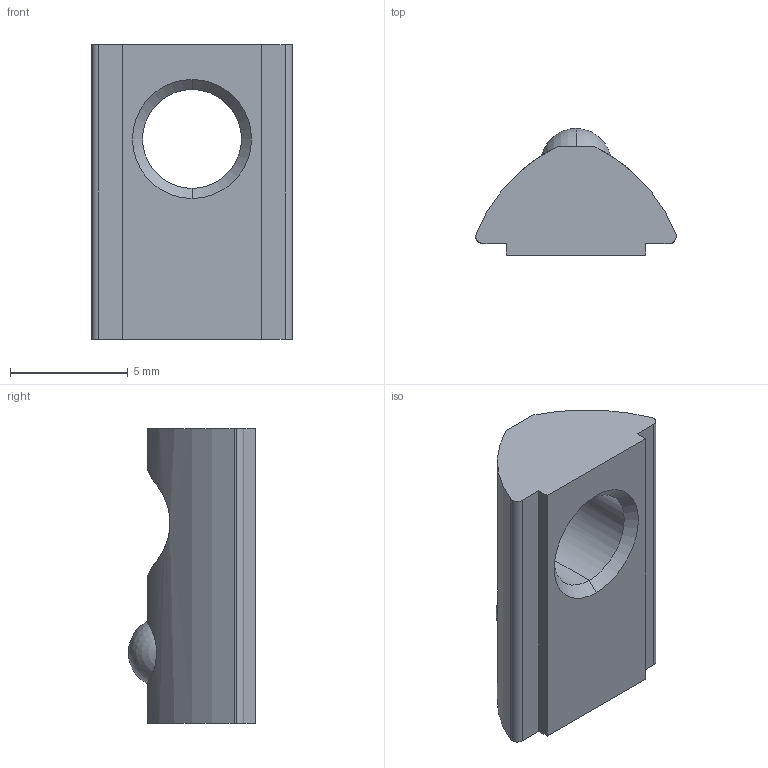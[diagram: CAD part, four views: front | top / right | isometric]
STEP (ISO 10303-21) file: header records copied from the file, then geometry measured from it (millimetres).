
FILE_DESCRIPTION (( 'STEP AP203' ), '1' );
FILE_NAME ('AL-2A49.A01A.01 Ñóõàðü ïàçîâûé ñ ôèêñàòîðîì ïàç 6, 12.5 ìì, Ì3.STEP', '2023-12-27T11:09:09', ( '' ), ( '' ), 'SwSTEP 2.0', 'SolidWorks 2021', '' );
FILE_SCHEMA (( 'CONFIG_CONTROL_DESIGN' ));
Length unit declared in the file: millimetre
Products named in the file (1): AL-2A49.A01A.01 Ñóõàðü ïàçîâûé ñ ôèêñàòîðîì ïàç 6, 12.5 ìì, Ì3
Bounding box: 8.5 x 5.4 x 12.5 mm (x, y, z)
Volume: 274.6 mm3; surface area: 416.1 mm2
Topology: 2 solids, 2 shells, 29 faces, 82 edges, 54 vertices
Faces by surface type: plane 11, cylinder 9, cone 5, sphere 2, bspline 2
Entity records: 1789 total; most frequent: CARTESIAN_POINT 990, ORIENTED_EDGE 154, DIRECTION 148, EDGE_CURVE 77, AXIS2_PLACEMENT_3D 57, VERTEX_POINT 51, VECTOR 34, LINE 34
